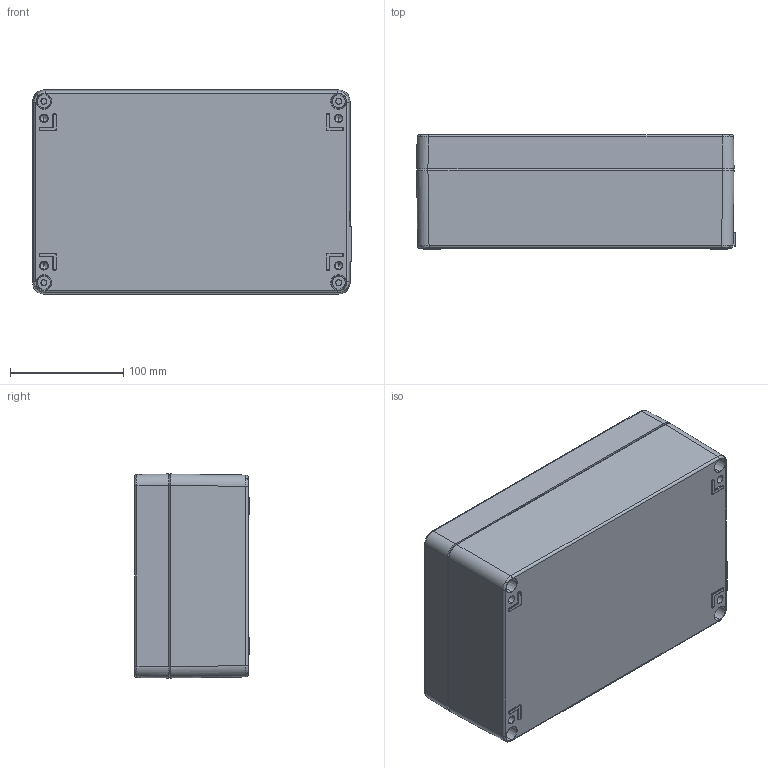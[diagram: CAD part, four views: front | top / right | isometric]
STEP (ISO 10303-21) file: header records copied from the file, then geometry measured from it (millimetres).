
FILE_DESCRIPTION (( 'STEP AP214' ), '1' );
FILE_NAME ('25182810.STEP', '2012-06-14T06:52:57', ( ' ' ), ( '' ), 'SwSTEP 2.0', 'SolidWorks 2011', '' );
FILE_SCHEMA (( 'AUTOMOTIVE_DESIGN' ));
Length unit declared in the file: millimetre
Products named in the file (10): 92441; 83171; 95947; 92081; 01182810_Ex-Ausführung; 82014; 93136; 02161; 01161; 25182810
Assembly tree (12 placements, depth 3):
  25182810
    92081
    83171
    01182810_Ex-Ausführung
      93136  x4
      01161
      82014
      02161
    92441
    95947
Bounding box: 281.2 x 101 x 180 mm (x, y, z)
Volume: 952223.1 mm3; surface area: 401816.4 mm2
Topology: 11 solids, 11 shells, 1022 faces, 2353 edges, 1384 vertices
Faces by surface type: plane 266, cylinder 250, cone 184, bspline 176, torus 138, sphere 8
Entity records: 36422 total; most frequent: CARTESIAN_POINT 16006, DIRECTION 4227, ORIENTED_EDGE 4186, EDGE_CURVE 2093, AXIS2_PLACEMENT_3D 1703, VERTEX_POINT 1234, EDGE_LOOP 1013, CIRCLE 934
